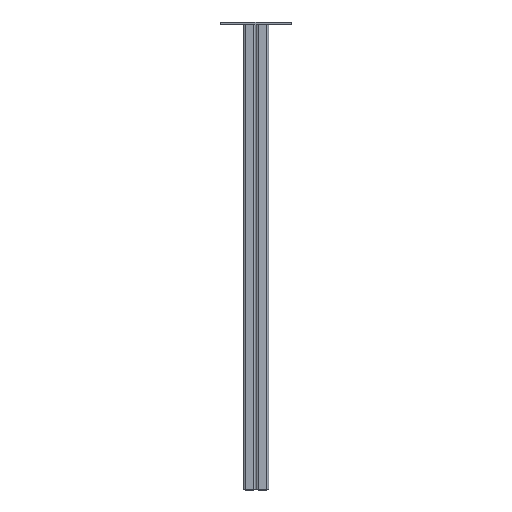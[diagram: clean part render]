
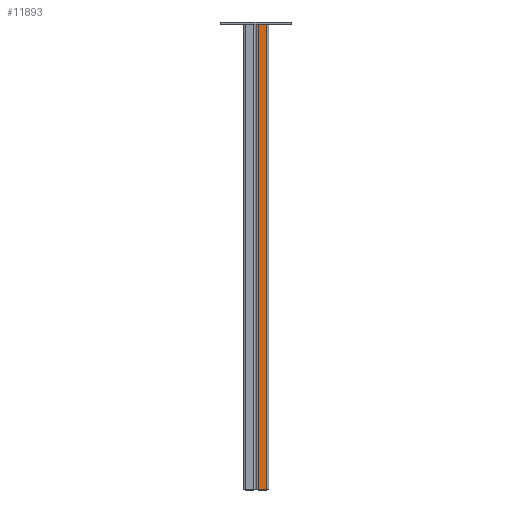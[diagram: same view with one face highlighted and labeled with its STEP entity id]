
A CAD part, top view. The second image highlights one B-rep face of the part: STEP entity #11893.
In plain terms, the highlighted planar face has unit normal (0, 0, 1).
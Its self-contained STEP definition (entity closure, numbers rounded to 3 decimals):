
#1232 = PLANE ( 'NONE',  #6597 ) ;
#1557 = CARTESIAN_POINT ( 'NONE',  ( 23., -6., 24. ) ) ;
#1612 = ORIENTED_EDGE ( 'NONE', *, *, #12550, .T. ) ;
#2147 = LINE ( 'NONE', #1557, #9668 ) ;
#2669 = ORIENTED_EDGE ( 'NONE', *, *, #10818, .F. ) ;
#2842 = CARTESIAN_POINT ( 'NONE',  ( 23., -6., 24. ) ) ;
#2863 = ORIENTED_EDGE ( 'NONE', *, *, #11347, .F. ) ;
#2997 = VERTEX_POINT ( 'NONE', #2842 ) ;
#3115 = LINE ( 'NONE', #8568, #8001 ) ;
#3247 = VECTOR ( 'NONE', #11004, 1000. ) ;
#3356 = EDGE_LOOP ( 'NONE', ( #1612, #2863, #2669, #6673 ) ) ;
#3573 = LINE ( 'NONE', #10009, #3247 ) ;
#3622 = CARTESIAN_POINT ( 'NONE',  ( 23., -996., 24. ) ) ;
#4808 = EDGE_CURVE ( 'NONE', #12444, #6746, #3573, .T. ) ;
#6223 = DIRECTION ( 'NONE',  ( 0., 1., 0. ) ) ;
#6597 = AXIS2_PLACEMENT_3D ( 'NONE', #10082, #12103, #6223 ) ;
#6673 = ORIENTED_EDGE ( 'NONE', *, *, #4808, .T. ) ;
#6746 = VERTEX_POINT ( 'NONE', #10196 ) ;
#7264 = DIRECTION ( 'NONE',  ( 1., 0., 0. ) ) ;
#8001 = VECTOR ( 'NONE', #11552, 1000. ) ;
#8196 = CARTESIAN_POINT ( 'NONE',  ( 1., -996., 24. ) ) ;
#8568 = CARTESIAN_POINT ( 'NONE',  ( 1., -6., 24. ) ) ;
#8601 = FACE_OUTER_BOUND ( 'NONE', #3356, .T. ) ;
#9340 = LINE ( 'NONE', #8196, #11669 ) ;
#9478 = VERTEX_POINT ( 'NONE', #3622 ) ;
#9668 = VECTOR ( 'NONE', #12406, 1000. ) ;
#10009 = CARTESIAN_POINT ( 'NONE',  ( 5., -6., 24. ) ) ;
#10082 = CARTESIAN_POINT ( 'NONE',  ( 1., -6., 24. ) ) ;
#10196 = CARTESIAN_POINT ( 'NONE',  ( 5., -996., 24. ) ) ;
#10818 = EDGE_CURVE ( 'NONE', #12444, #2997, #3115, .T. ) ;
#11004 = DIRECTION ( 'NONE',  ( 0., -1., 0. ) ) ;
#11022 = CARTESIAN_POINT ( 'NONE',  ( 5., -6., 24. ) ) ;
#11347 = EDGE_CURVE ( 'NONE', #2997, #9478, #2147, .T. ) ;
#11552 = DIRECTION ( 'NONE',  ( 1., 0., 0. ) ) ;
#11669 = VECTOR ( 'NONE', #7264, 1000. ) ;
#11893 = ADVANCED_FACE ( 'NONE', ( #8601 ), #1232, .F. ) ;
#12103 = DIRECTION ( 'NONE',  ( 0., 0., -1. ) ) ;
#12406 = DIRECTION ( 'NONE',  ( 0., -1., 0. ) ) ;
#12444 = VERTEX_POINT ( 'NONE', #11022 ) ;
#12550 = EDGE_CURVE ( 'NONE', #6746, #9478, #9340, .T. ) ;
